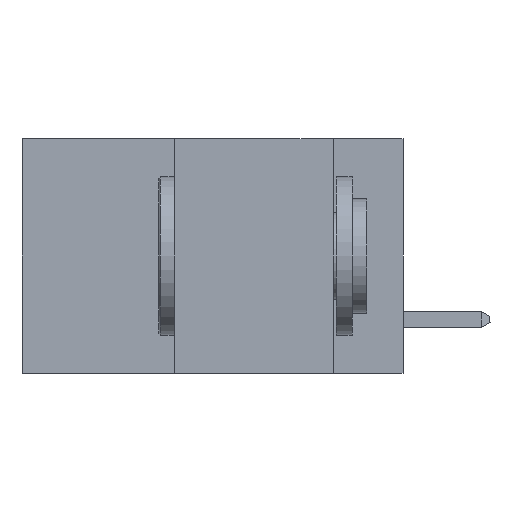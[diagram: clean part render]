
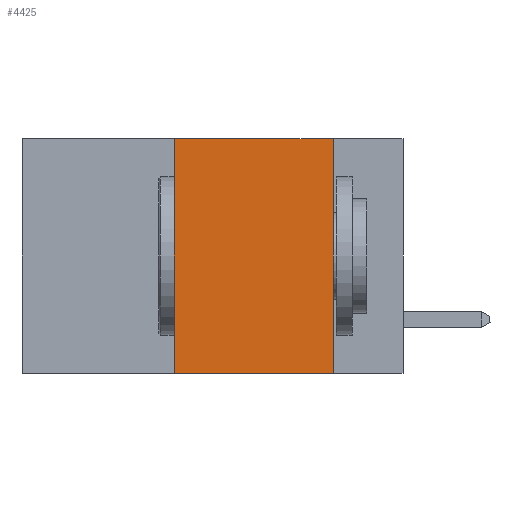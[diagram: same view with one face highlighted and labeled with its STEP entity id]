
A CAD part, left-side view. The second image highlights one B-rep face of the part: STEP entity #4425.
In plain terms, the highlighted planar face has unit normal (-1, 0, 0).
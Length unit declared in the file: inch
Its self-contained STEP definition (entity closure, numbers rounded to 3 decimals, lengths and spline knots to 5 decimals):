
#6 = EDGE_CURVE ( 'NONE', #8348, #4232, #12118, .T. ) ;
#157 = CARTESIAN_POINT ( 'NONE',  ( 0., 0.11, 0. ) ) ;
#1488 = DIRECTION ( 'NONE',  ( 0., 0., -1. ) ) ;
#1883 = VERTEX_POINT ( 'NONE', #17950 ) ;
#2274 = VECTOR ( 'NONE', #4524, 39.37008 ) ;
#2628 = LINE ( 'NONE', #16517, #23029 ) ;
#3438 = EDGE_LOOP ( 'NONE', ( #4920, #14761, #11756, #4871 ) ) ;
#4232 = VERTEX_POINT ( 'NONE', #14893 ) ;
#4425 = ADVANCED_FACE ( 'NONE', ( #9823 ), #12062, .F. ) ;
#4524 = DIRECTION ( 'NONE',  ( 0., -1., 0. ) ) ;
#4871 = ORIENTED_EDGE ( 'NONE', *, *, #20754, .T. ) ;
#4920 = ORIENTED_EDGE ( 'NONE', *, *, #6, .F. ) ;
#5827 = DIRECTION ( 'NONE',  ( 0., -1., 0. ) ) ;
#7622 = EDGE_CURVE ( 'NONE', #18788, #1883, #2628, .T. ) ;
#8300 = AXIS2_PLACEMENT_3D ( 'NONE', #17552, #22834, #1488 ) ;
#8348 = VERTEX_POINT ( 'NONE', #157 ) ;
#8383 = EDGE_CURVE ( 'NONE', #1883, #8348, #14924, .T. ) ;
#9295 = VECTOR ( 'NONE', #5827, 39.37008 ) ;
#9823 = FACE_OUTER_BOUND ( 'NONE', #3438, .T. ) ;
#9843 = VECTOR ( 'NONE', #19874, 39.37008 ) ;
#10106 = LINE ( 'NONE', #15257, #2274 ) ;
#11093 = CARTESIAN_POINT ( 'NONE',  ( 0., 0.6, 0. ) ) ;
#11756 = ORIENTED_EDGE ( 'NONE', *, *, #7622, .F. ) ;
#12062 = PLANE ( 'NONE',  #8300 ) ;
#12118 = LINE ( 'NONE', #18424, #9843 ) ;
#14761 = ORIENTED_EDGE ( 'NONE', *, *, #8383, .F. ) ;
#14798 = CARTESIAN_POINT ( 'NONE',  ( 0., 0.36, -0.37 ) ) ;
#14893 = CARTESIAN_POINT ( 'NONE',  ( 0., 0.11, -0.37 ) ) ;
#14924 = LINE ( 'NONE', #11093, #9295 ) ;
#15257 = CARTESIAN_POINT ( 'NONE',  ( 0., 0.6, -0.37 ) ) ;
#16517 = CARTESIAN_POINT ( 'NONE',  ( 0., 0.36, 0. ) ) ;
#17552 = CARTESIAN_POINT ( 'NONE',  ( 0., 0.6, 0. ) ) ;
#17950 = CARTESIAN_POINT ( 'NONE',  ( 0., 0.36, 0. ) ) ;
#18424 = CARTESIAN_POINT ( 'NONE',  ( 0., 0.11, 0. ) ) ;
#18788 = VERTEX_POINT ( 'NONE', #14798 ) ;
#19874 = DIRECTION ( 'NONE',  ( 0., 0., -1. ) ) ;
#20754 = EDGE_CURVE ( 'NONE', #18788, #4232, #10106, .T. ) ;
#22019 = DIRECTION ( 'NONE',  ( 0., 0., 1. ) ) ;
#22834 = DIRECTION ( 'NONE',  ( 1., 0., 0. ) ) ;
#23029 = VECTOR ( 'NONE', #22019, 39.37008 ) ;
